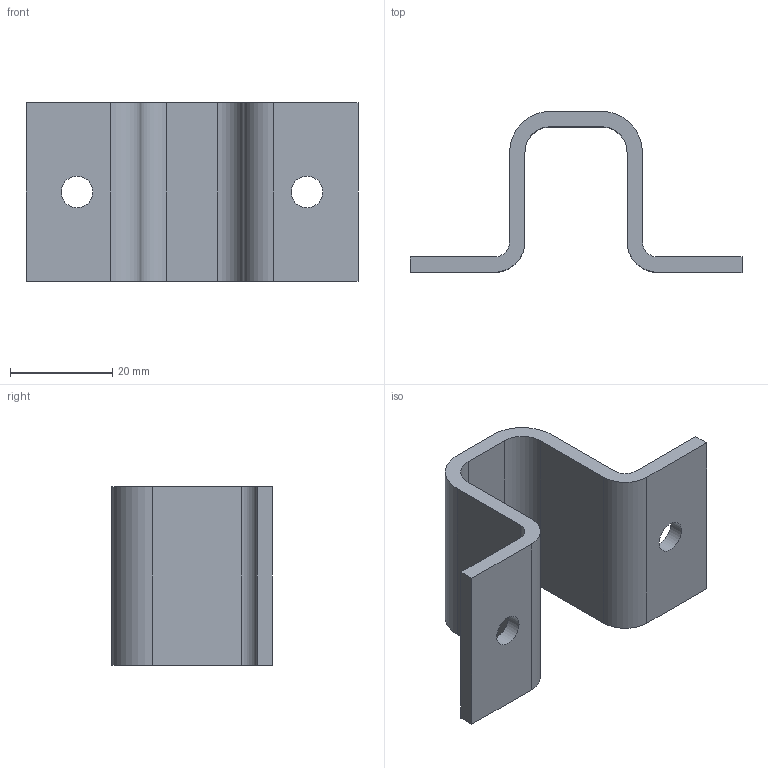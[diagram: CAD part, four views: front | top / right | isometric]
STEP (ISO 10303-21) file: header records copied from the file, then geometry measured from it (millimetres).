
FILE_DESCRIPTION(/* description */ (''),/* implementation_level */ '2;1');
FILE_NAME(/* name */ '1316GP.stp',/* time_stamp */ '2016-09-22T14:26:42+02:00',/* author */ ('Giuliano'),/* organization */ (''),/* preprocessor_version */ 'ST-DEVELOPER v16.5',/* originating_system */ 'Autodesk Inventor 2017',/* authorisation */ '');
FILE_SCHEMA (('AUTOMOTIVE_DESIGN { 1 0 10303 214 3 1 1 }'));
Length unit declared in the file: millimetre
Products named in the file (1): 1316B-3
Bounding box: 65 x 31.5 x 35 mm (x, y, z)
Volume: 11635.6 mm3; surface area: 8769.6 mm2
Topology: 1 solids, 1 shells, 103 faces, 279 edges, 186 vertices
Faces by surface type: plane 52, bspline 41, cylinder 10
Full cylindrical faces by diameter (mm): 6.2 x2
Entity records: 3451 total; most frequent: CARTESIAN_POINT 1084, ORIENTED_EDGE 554, DIRECTION 341, EDGE_CURVE 277, VERTEX_POINT 186, LINE 175, VECTOR 175, EDGE_LOOP 117
